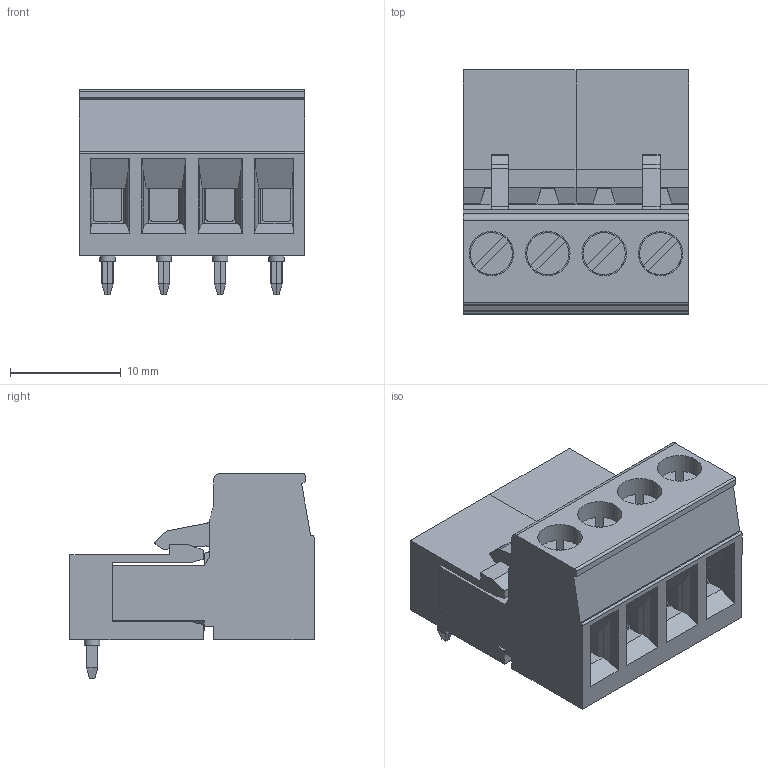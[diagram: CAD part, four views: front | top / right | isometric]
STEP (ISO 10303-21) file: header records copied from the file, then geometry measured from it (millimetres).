
FILE_DESCRIPTION(/* description */ (''),/* implementation_level */ '2;1');
FILE_NAME(/* name */ 'RA_Full_Connector_4.step',/* time_stamp */ '2018-12-16T18:53:49-05:00',/* author */ ('xdmattz'),/* organization */ (''),/* preprocessor_version */ 'ST-DEVELOPER v17.2',/* originating_system */ 'Autodesk Translation Framework v7.6.0.251',/* authorisation */ '');
FILE_SCHEMA (('AUTOMOTIVE_DESIGN { 1 0 10303 214 3 1 1 }'));
Length unit declared in the file: millimetre
Products named in the file (7): RA_4 test2; pxc_1759017_05_MSTB-2-5-2-G-5-08_3D v1; mstb_2.5-2-g-5; pxc_1759017_05_MSTB-2-5-2-G-5-08_3D v1 (1); mstb_2.5-2-g-5 (1); pxc_1757035_04_MSTB-2-5-4-ST-5-08_3D v1; PG145699
Assembly tree (6 placements, depth 3):
  RA_4 test2
    pxc_1759017_05_MSTB-2-5-2-G-5-08_3D v1
      mstb_2.5-2-g-5
    pxc_1759017_05_MSTB-2-5-2-G-5-08_3D v1 (1)
      mstb_2.5-2-g-5 (1)
    pxc_1757035_04_MSTB-2-5-4-ST-5-08_3D v1
      PG145699
Bounding box: 20.32 x 22 x 18.52 mm (x, y, z)
Volume: 4274.9 mm3; surface area: 3941.7 mm2
Topology: 3 solids, 3 shells, 523 faces, 1248 edges, 767 vertices
Faces by surface type: plane 455, cylinder 60, cone 4, sphere 4
Full cylindrical faces by diameter (mm): 1.4 x6, 2.8 x6, 3.783 x4, 4 x4
Entity records: 15392 total; most frequent: CARTESIAN_POINT 2579, DIRECTION 2563, ORIENTED_EDGE 2504, EDGE_CURVE 1252, LINE 997, VECTOR 997, AXIS2_PLACEMENT_3D 783, VERTEX_POINT 775
